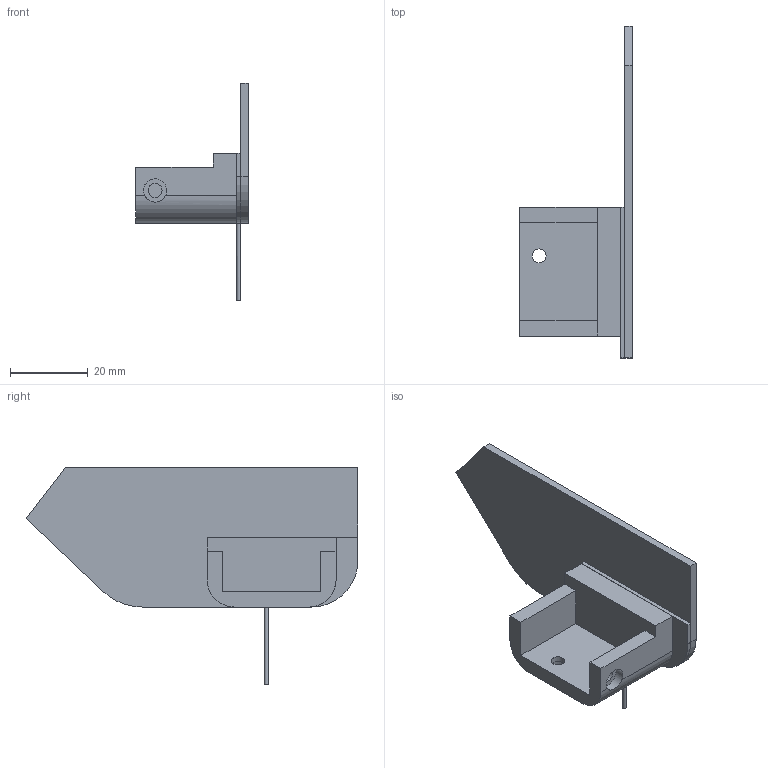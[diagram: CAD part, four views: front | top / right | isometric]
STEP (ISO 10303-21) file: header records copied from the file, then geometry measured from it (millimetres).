
FILE_DESCRIPTION(/* description */ (''),/* implementation_level */ '2;1');
FILE_NAME(/* name */ 'thumb_upper_palm.stp',/* time_stamp */ '2025-01-01T17:39:46-05:00',/* author */ ('Kenny'),/* organization */ (''),/* preprocessor_version */ 'ST-DEVELOPER v20',/* originating_system */ 'Autodesk Inventor 2025',/* authorisation */ '');
FILE_SCHEMA (('AUTOMOTIVE_DESIGN { 1 0 10303 214 3 1 1 }'));
Length unit declared in the file: millimetre
Products named in the file (4): thumb_aligned_assembly_MIR; hard_thumb_aligned_MIR; soft_thumb_top_aligned_MIR; thumb_aligned_higher_flow_MIR
Assembly tree (3 placements, depth 2):
  thumb_aligned_assembly_MIR
    hard_thumb_aligned_MIR
    soft_thumb_top_aligned_MIR
    thumb_aligned_higher_flow_MIR
Bounding box: 29 x 85.47 x 56 mm (x, y, z)
Volume: 15087.5 mm3; surface area: 13161.2 mm2
Topology: 3 solids, 3 shells, 92 faces, 225 edges, 143 vertices
Faces by surface type: plane 80, cylinder 12
Full cylindrical faces by diameter (mm): 1.029 x1, 3.6 x2, 6 x2
Entity records: 2896 total; most frequent: CARTESIAN_POINT 481, ORIENTED_EDGE 450, DIRECTION 450, EDGE_CURVE 225, LINE 196, VECTOR 196, VERTEX_POINT 143, AXIS2_PLACEMENT_3D 127
